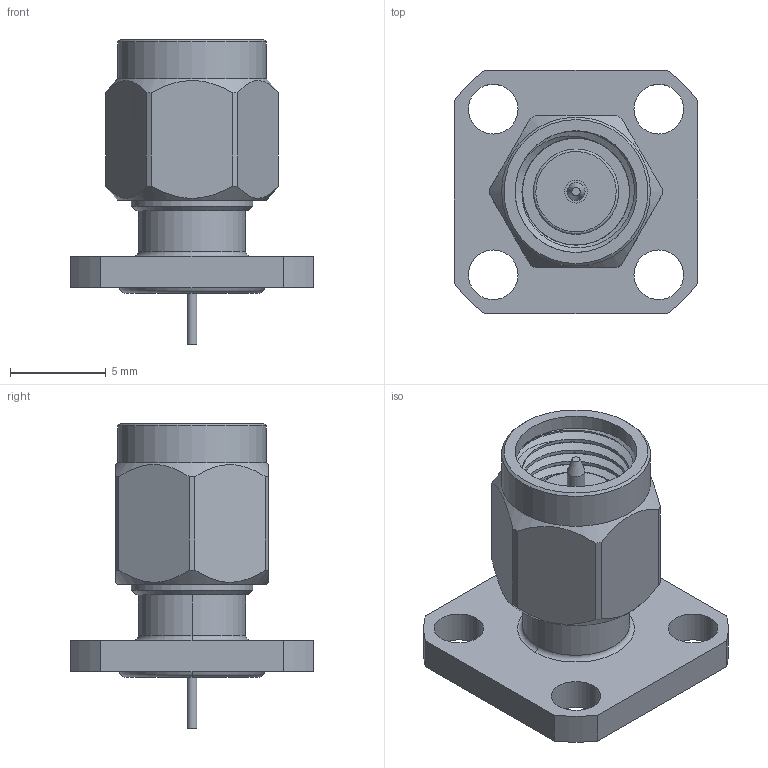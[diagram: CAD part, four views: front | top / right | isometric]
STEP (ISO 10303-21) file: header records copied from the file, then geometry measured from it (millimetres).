
FILE_DESCRIPTION (( 'STEP AP214' ), '1' );
FILE_NAME ('FMCN4410_3D.step', '2023-01-06T20:13:07', ( '' ), ( '' ), 'SwSTEP 2.0', 'SolidWorks 2022', '' );
FILE_SCHEMA (( 'AUTOMOTIVE_DESIGN' ));
Length unit declared in the file: inch
Products named in the file (1): FMCN4410_3D
Bounding box: 12.7 x 12.7 x 15.9 mm (x, y, z)
Volume: 626.2 mm3; surface area: 1030.5 mm2
Topology: 2 solids, 2 shells, 87 faces, 216 edges, 145 vertices
Faces by surface type: cylinder 44, plane 26, cone 7, torus 6, bspline 4
Full cylindrical faces by diameter (mm): 0.508 x1, 0.94 x1, 1.194 x1, 4.445 x1, 6.35 x7, 6.604 x1, 7.762 x1
Entity records: 3742 total; most frequent: CARTESIAN_POINT 1785, DIRECTION 392, ORIENTED_EDGE 384, EDGE_CURVE 192, AXIS2_PLACEMENT_3D 172, VERTEX_POINT 142, EDGE_LOOP 118, CIRCLE 94
